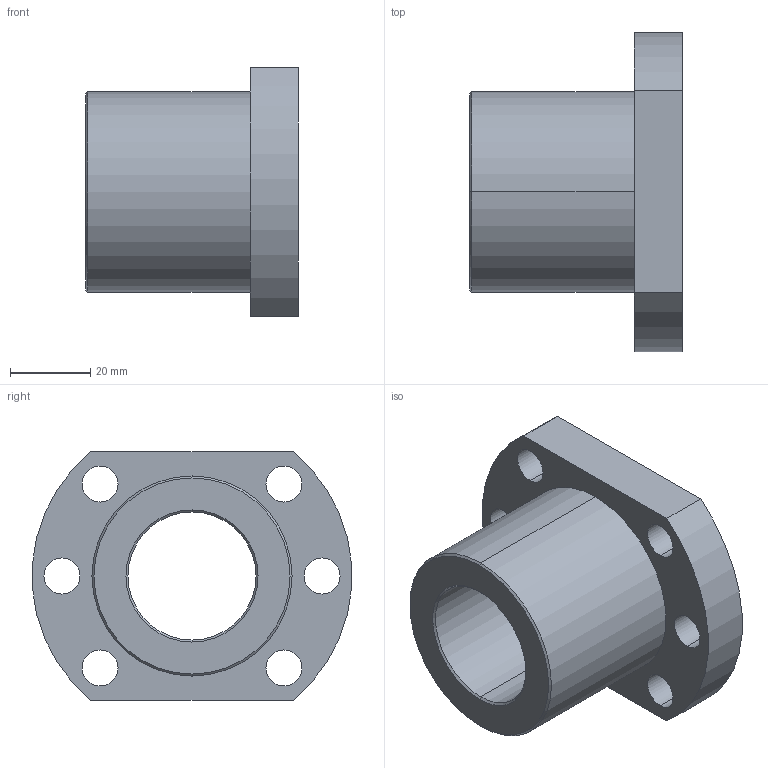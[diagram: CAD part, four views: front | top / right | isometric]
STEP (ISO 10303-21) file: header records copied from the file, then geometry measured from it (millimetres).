
FILE_DESCRIPTION (( 'STEP AP214' ), '1' );
FILE_NAME ('FSCL 3205.step', '2020-09-08T13:13:29', ( '' ), ( '' ), 'SwSTEP 2.0', 'SolidWorks 2020', '' );
FILE_SCHEMA (( 'AUTOMOTIVE_DESIGN' ));
Length unit declared in the file: millimetre
Products named in the file (1): FSCL 3205
Bounding box: 53 x 79.74 x 62 mm (x, y, z)
Volume: 86109.9 mm3; surface area: 23053 mm2
Topology: 1 solids, 1 shells, 29 faces, 72 edges, 46 vertices
Faces by surface type: cylinder 18, cone 6, plane 5
Entity records: 942 total; most frequent: DIRECTION 174, CARTESIAN_POINT 148, ORIENTED_EDGE 144, AXIS2_PLACEMENT_3D 72, EDGE_CURVE 72, VERTEX_POINT 46, EDGE_LOOP 44, CIRCLE 42
